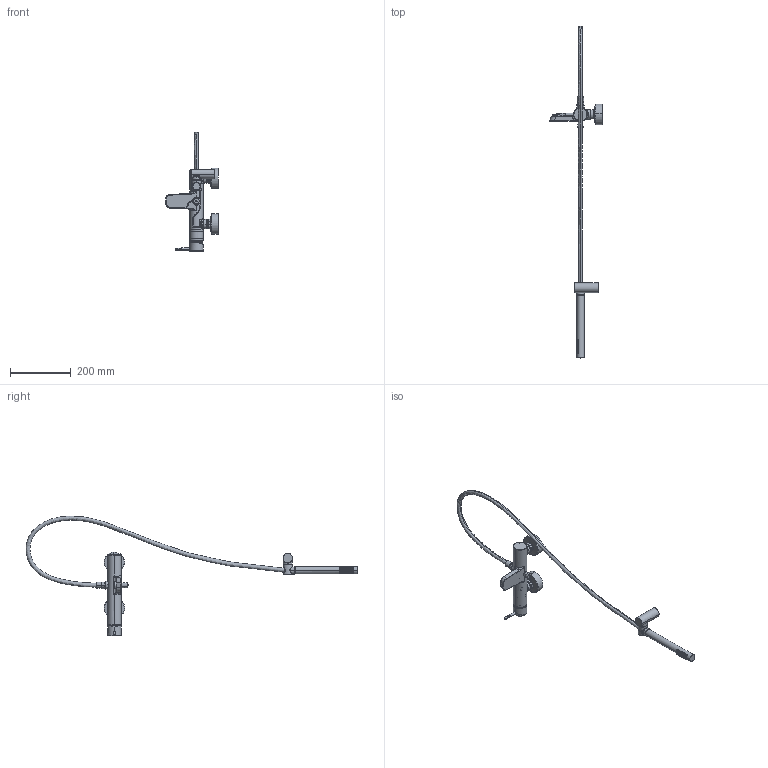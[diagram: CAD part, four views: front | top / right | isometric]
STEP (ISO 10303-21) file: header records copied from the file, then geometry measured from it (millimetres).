
FILE_DESCRIPTION (( 'STEP AP203' ), '1' );
FILE_NAME ('39CP07418.STEP', '2026-02-16T06:20:08', ( '' ), ( '' ), 'SwSTEP 2.0', 'SolidWorks 2025', '' );
FILE_SCHEMA (( 'CONFIG_CONTROL_DESIGN' ));
Products named in the file (1): 39CP07418
Bounding box: 172.98 x 1090 x 392.89 mm (x, y, z)
Volume: 524860.3 mm3; surface area: 299424.9 mm2
Topology: 25 solids, 25 shells, 1348 faces, 3164 edges, 1974 vertices
Faces by surface type: cylinder 446, plane 364, cone 319, bspline 134, torus 62, sphere 23
Entity records: 59887 total; most frequent: CARTESIAN_POINT 29894, ORIENTED_EDGE 6268, DIRECTION 6122, EDGE_CURVE 3134, AXIS2_PLACEMENT_3D 2466, VERTEX_POINT 1974, EDGE_LOOP 1560, ADVANCED_FACE 1348
